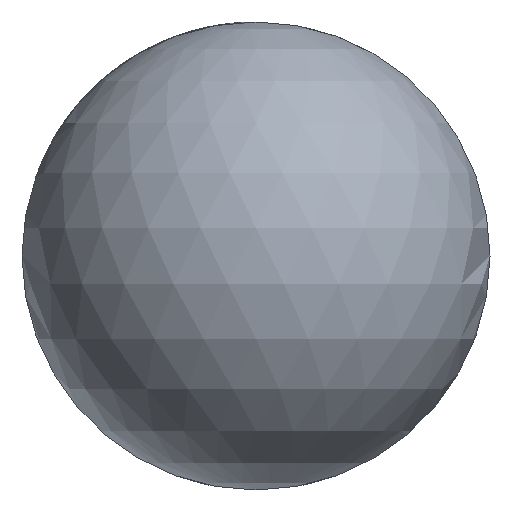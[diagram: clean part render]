
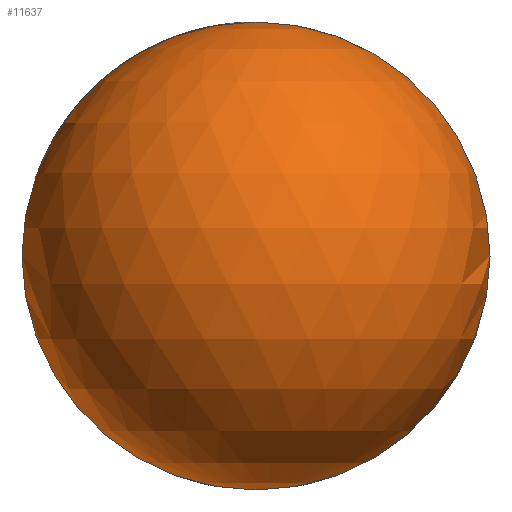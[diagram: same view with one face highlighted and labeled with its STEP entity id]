
A CAD part, left-side view. The second image highlights one B-rep face of the part: STEP entity #11637.
In plain terms, the highlighted spherical face has radius 1.5 mm.
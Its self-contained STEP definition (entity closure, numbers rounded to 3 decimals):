
#322 = CARTESIAN_POINT ( 'NONE',  ( -78., -18.43, 0. ) ) ;
#1268 = DIRECTION ( 'NONE',  ( 0., -1., 0. ) ) ;
#3039 = EDGE_CURVE ( 'NONE', #9824, #9824, #12255, .T. ) ;
#4961 = DIRECTION ( 'NONE',  ( 0., 0., 1. ) ) ;
#5095 = EDGE_LOOP ( 'NONE', ( #10136 ) ) ;
#5774 = CARTESIAN_POINT ( 'NONE',  ( -78., -16.93, 0. ) ) ;
#6101 = CARTESIAN_POINT ( 'NONE',  ( -78., -16.93, 0. ) ) ;
#6911 = FACE_OUTER_BOUND ( 'NONE', #5095, .T. ) ;
#7929 = DIRECTION ( 'NONE',  ( 1., 0., 0. ) ) ;
#8935 = SPHERICAL_SURFACE ( 'NONE', #10003, 1.5 ) ;
#9690 = DIRECTION ( 'NONE',  ( 0., -1., 0. ) ) ;
#9824 = VERTEX_POINT ( 'NONE', #322 ) ;
#10003 = AXIS2_PLACEMENT_3D ( 'NONE', #5774, #4961, #1268 ) ;
#10136 = ORIENTED_EDGE ( 'NONE', *, *, #3039, .F. ) ;
#11637 = ADVANCED_FACE ( 'NONE', ( #6911 ), #8935, .T. ) ;
#11652 = AXIS2_PLACEMENT_3D ( 'NONE', #6101, #7929, #9690 ) ;
#12255 = CIRCLE ( 'NONE', #11652, 1.5 ) ;
